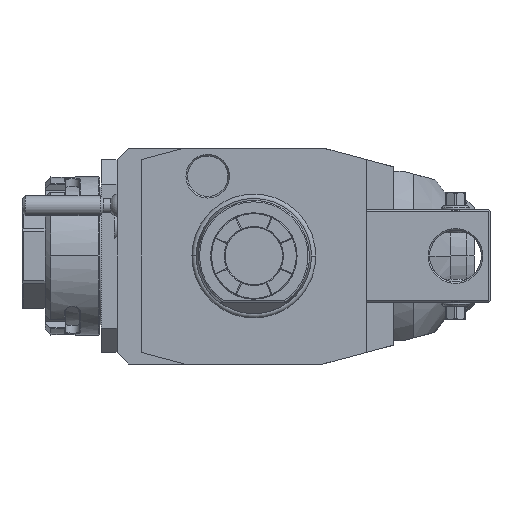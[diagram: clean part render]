
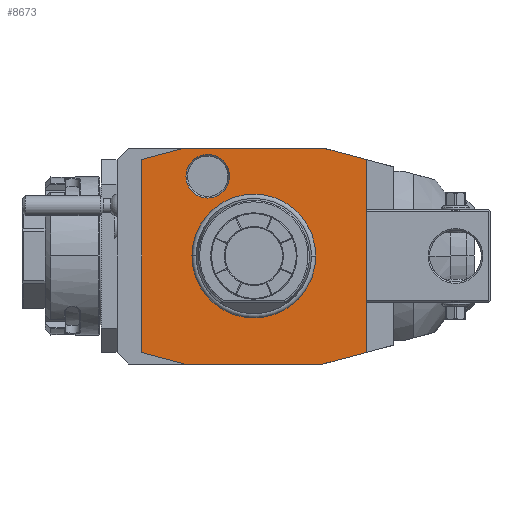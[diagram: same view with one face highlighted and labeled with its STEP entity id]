
A CAD part, front view. The second image highlights one B-rep face of the part: STEP entity #8673.
In plain terms, the highlighted planar face has unit normal (0, -1, 0).
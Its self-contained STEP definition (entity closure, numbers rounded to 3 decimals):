
#1=DIRECTION('',(-1.,0.,0.));
#2=VECTOR('',#1,48.);
#3=CARTESIAN_POINT('',(24.,0.,37.5));
#4=LINE('',#3,#2);
#5=DIRECTION('',(-0.966,0.,0.259));
#6=VECTOR('',#5,15.529);
#7=CARTESIAN_POINT('',(39.,0.,33.481));
#8=LINE('',#7,#6);
#9=DIRECTION('',(0.,0.,1.));
#10=VECTOR('',#9,66.962);
#11=CARTESIAN_POINT('',(39.,0.,-33.481));
#12=LINE('',#11,#10);
#13=DIRECTION('',(0.966,0.,0.259));
#14=VECTOR('',#13,15.529);
#15=CARTESIAN_POINT('',(24.,0.,-37.5));
#16=LINE('',#15,#14);
#17=DIRECTION('',(1.,0.,0.));
#18=VECTOR('',#17,48.);
#19=CARTESIAN_POINT('',(-24.,0.,-37.5));
#20=LINE('',#19,#18);
#21=DIRECTION('',(0.966,0.,-0.259));
#22=VECTOR('',#21,15.529);
#23=CARTESIAN_POINT('',(-39.,0.,-33.481));
#24=LINE('',#23,#22);
#25=DIRECTION('',(0.,0.,-1.));
#26=VECTOR('',#25,66.962);
#27=CARTESIAN_POINT('',(-39.,0.,33.481));
#28=LINE('',#27,#26);
#29=DIRECTION('',(-0.966,0.,-0.259));
#30=VECTOR('',#29,15.529);
#31=CARTESIAN_POINT('',(-24.,0.,37.5));
#32=LINE('',#31,#30);
#33=CARTESIAN_POINT('',(-16.,0.,27.713));
#34=DIRECTION('',(0.,1.,0.));
#35=DIRECTION('',(1.,0.,0.));
#36=AXIS2_PLACEMENT_3D('',#33,#34,#35);
#38=CARTESIAN_POINT('',(-16.,0.,27.713));
#39=DIRECTION('',(0.,1.,0.));
#40=DIRECTION('',(-1.,0.,0.));
#41=AXIS2_PLACEMENT_3D('',#38,#39,#40);
#5443=CARTESIAN_POINT('',(0.,0.,0.));
#5444=DIRECTION('',(0.,1.,0.));
#5445=DIRECTION('',(-1.,0.,0.));
#5446=AXIS2_PLACEMENT_3D('',#5443,#5444,#5445);
#5448=CARTESIAN_POINT('',(0.,0.,0.));
#5449=DIRECTION('',(0.,1.,0.));
#5450=DIRECTION('',(1.,0.,0.));
#5451=AXIS2_PLACEMENT_3D('',#5448,#5449,#5450);
#7634=CARTESIAN_POINT('',(-8.423,0.,27.713));
#7635=CARTESIAN_POINT('',(-23.577,0.,27.713));
#7636=VERTEX_POINT('',#7634);
#7637=VERTEX_POINT('',#7635);
#8484=CARTESIAN_POINT('',(24.,0.,37.5));
#8485=CARTESIAN_POINT('',(-24.,0.,37.5));
#8486=VERTEX_POINT('',#8484);
#8487=VERTEX_POINT('',#8485);
#8488=CARTESIAN_POINT('',(39.,0.,-33.481));
#8489=CARTESIAN_POINT('',(39.,0.,33.481));
#8490=VERTEX_POINT('',#8488);
#8491=VERTEX_POINT('',#8489);
#8492=CARTESIAN_POINT('',(-39.,0.,-33.481));
#8493=CARTESIAN_POINT('',(-24.,0.,-37.5));
#8494=VERTEX_POINT('',#8492);
#8495=VERTEX_POINT('',#8493);
#8496=CARTESIAN_POINT('',(-39.,0.,33.481));
#8497=VERTEX_POINT('',#8496);
#8522=CARTESIAN_POINT('',(24.,0.,-37.5));
#8523=VERTEX_POINT('',#8522);
#8536=CARTESIAN_POINT('',(-21.137,0.,0.));
#8537=CARTESIAN_POINT('',(21.137,0.,0.));
#8538=VERTEX_POINT('',#8536);
#8539=VERTEX_POINT('',#8537);
#8638=CARTESIAN_POINT('',(0.,0.,0.));
#8639=DIRECTION('',(0.,-1.,0.));
#8640=DIRECTION('',(-1.,0.,0.));
#8641=AXIS2_PLACEMENT_3D('',#8638,#8639,#8640);
#8642=PLANE('',#8641);
#8644=ORIENTED_EDGE('',*,*,#8643,.F.);
#8646=ORIENTED_EDGE('',*,*,#8645,.F.);
#8648=ORIENTED_EDGE('',*,*,#8647,.F.);
#8650=ORIENTED_EDGE('',*,*,#8649,.F.);
#8652=ORIENTED_EDGE('',*,*,#8651,.F.);
#8654=ORIENTED_EDGE('',*,*,#8653,.F.);
#8656=ORIENTED_EDGE('',*,*,#8655,.F.);
#8658=ORIENTED_EDGE('',*,*,#8657,.F.);
#8659=EDGE_LOOP('',(#8644,#8646,#8648,#8650,#8652,#8654,#8656,#8658));
#8660=FACE_OUTER_BOUND('',#8659,.F.);
#8662=ORIENTED_EDGE('',*,*,#8661,.F.);
#8664=ORIENTED_EDGE('',*,*,#8663,.F.);
#8665=EDGE_LOOP('',(#8662,#8664));
#8666=FACE_BOUND('',#8665,.F.);
#8668=ORIENTED_EDGE('',*,*,#8667,.F.);
#8670=ORIENTED_EDGE('',*,*,#8669,.F.);
#8671=EDGE_LOOP('',(#8668,#8670));
#8672=FACE_BOUND('',#8671,.F.);
#37=CIRCLE('',#36,7.577);
#42=CIRCLE('',#41,7.577);
#5447=CIRCLE('',#5446,21.137);
#5452=CIRCLE('',#5451,21.137);
#8643=EDGE_CURVE('',#8486,#8487,#4,.T.);
#8645=EDGE_CURVE('',#8491,#8486,#8,.T.);
#8647=EDGE_CURVE('',#8490,#8491,#12,.T.);
#8649=EDGE_CURVE('',#8523,#8490,#16,.T.);
#8651=EDGE_CURVE('',#8495,#8523,#20,.T.);
#8653=EDGE_CURVE('',#8494,#8495,#24,.T.);
#8655=EDGE_CURVE('',#8497,#8494,#28,.T.);
#8657=EDGE_CURVE('',#8487,#8497,#32,.T.);
#8661=EDGE_CURVE('',#8538,#8539,#5447,.T.);
#8663=EDGE_CURVE('',#8539,#8538,#5452,.T.);
#8667=EDGE_CURVE('',#7636,#7637,#37,.T.);
#8669=EDGE_CURVE('',#7637,#7636,#42,.T.);
#8673=ADVANCED_FACE('',(#8660,#8666,#8672),#8642,.T.);
